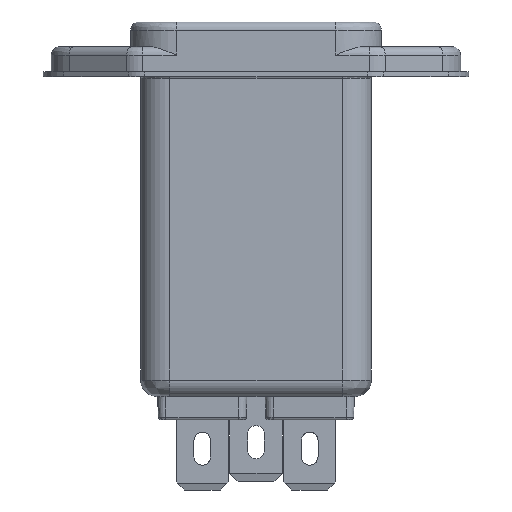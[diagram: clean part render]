
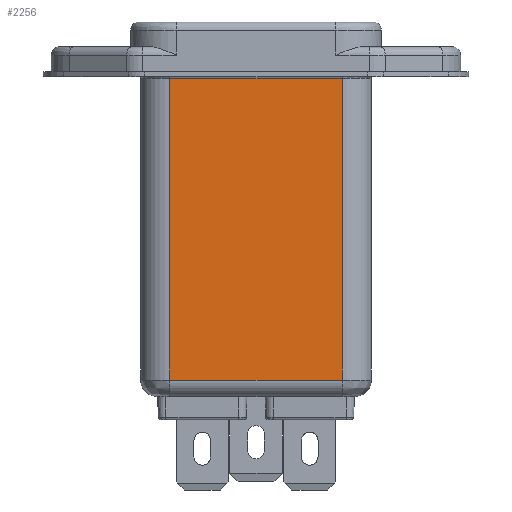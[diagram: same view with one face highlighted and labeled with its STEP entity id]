
A CAD part, front view. The second image highlights one B-rep face of the part: STEP entity #2256.
In plain terms, the highlighted planar face has unit normal (0, -1, 0).
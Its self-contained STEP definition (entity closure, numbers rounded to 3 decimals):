
#2119 = VERTEX_POINT ( 'NONE', #6983 ) ;
#2176 = VERTEX_POINT ( 'NONE', #7053 ) ;
#2211 = VERTEX_POINT ( 'NONE', #7157 ) ;
#2240 = ORIENTED_EDGE ( 'NONE', *, *, #2247, .F. ) ;
#2241 = ORIENTED_EDGE ( 'NONE', *, *, #2265, .F. ) ;
#2242 = ORIENTED_EDGE ( 'NONE', *, *, #2259, .F. ) ;
#2243 = ORIENTED_EDGE ( 'NONE', *, *, #2252, .F. ) ;
#2247 = EDGE_CURVE ( 'NONE', #2119, #2211, #7224, .T. ) ;
#2252 = EDGE_CURVE ( 'NONE', #2211, #2272, #7214, .T. ) ;
#2256 = ADVANCED_FACE ( 'NONE', ( #7277 ), #7276, .F. ) ;
#2257 = EDGE_LOOP ( 'NONE', ( #2240, #2241, #2242, #2243 ) ) ;
#2259 = EDGE_CURVE ( 'NONE', #2272, #2176, #7271, .T. ) ;
#2265 = EDGE_CURVE ( 'NONE', #2176, #2119, #7266, .T. ) ;
#2272 = VERTEX_POINT ( 'NONE', #7028 ) ;
#6983 = CARTESIAN_POINT ( 'NONE',  ( -10.45, -10.2, -3.8 ) ) ;
#7028 = CARTESIAN_POINT ( 'NONE',  ( 10.45, -10.2, -40.3 ) ) ;
#7053 = CARTESIAN_POINT ( 'NONE',  ( -10.45, -10.2, -40.3 ) ) ;
#7157 = CARTESIAN_POINT ( 'NONE',  ( 10.45, -10.2, -3.8 ) ) ;
#7213 = CARTESIAN_POINT ( 'NONE',  ( 10.45, -10.2, -42.3 ) ) ;
#7214 = LINE ( 'NONE', #7213, #7279 ) ;
#7221 = DIRECTION ( 'NONE',  ( 1., 0., 0. ) ) ;
#7222 = VECTOR ( 'NONE', #7221, 1000. ) ;
#7223 = CARTESIAN_POINT ( 'NONE',  ( 10.45, -10.2, -3.8 ) ) ;
#7224 = LINE ( 'NONE', #7223, #7222 ) ;
#7258 = DIRECTION ( 'NONE',  ( 0., 0., 1. ) ) ;
#7259 = VECTOR ( 'NONE', #7258, 1000. ) ;
#7260 = CARTESIAN_POINT ( 'NONE',  ( -10.45, -10.2, -42.3 ) ) ;
#7266 = LINE ( 'NONE', #7260, #7259 ) ;
#7268 = DIRECTION ( 'NONE',  ( -1., 0., 0. ) ) ;
#7269 = VECTOR ( 'NONE', #7268, 1000. ) ;
#7270 = CARTESIAN_POINT ( 'NONE',  ( 10.45, -10.2, -40.3 ) ) ;
#7271 = LINE ( 'NONE', #7270, #7269 ) ;
#7272 = DIRECTION ( 'NONE',  ( 0., 0., 1. ) ) ;
#7273 = DIRECTION ( 'NONE',  ( 0., 1., 0. ) ) ;
#7274 = CARTESIAN_POINT ( 'NONE',  ( 10.45, -10.2, -42.3 ) ) ;
#7275 = AXIS2_PLACEMENT_3D ( 'NONE', #7274, #7273, #7272 ) ;
#7276 = PLANE ( 'NONE',  #7275 ) ;
#7277 = FACE_OUTER_BOUND ( 'NONE', #2257, .T. ) ;
#7278 = DIRECTION ( 'NONE',  ( 0., 0., -1. ) ) ;
#7279 = VECTOR ( 'NONE', #7278, 1000. ) ;
